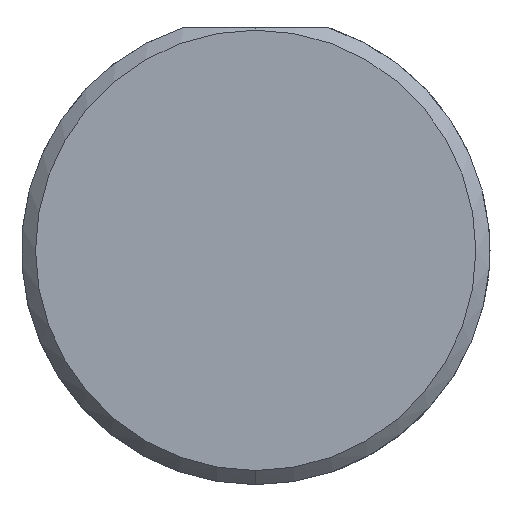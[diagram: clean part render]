
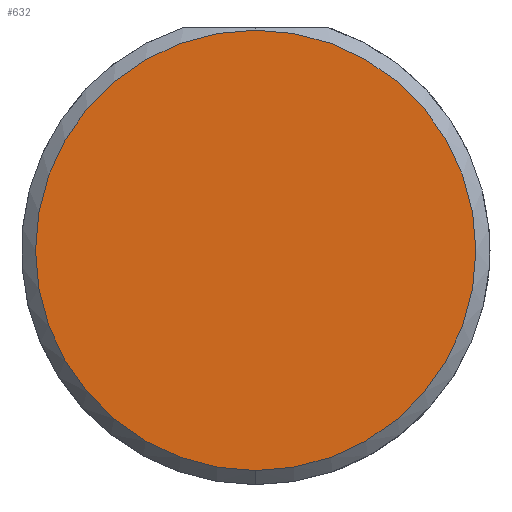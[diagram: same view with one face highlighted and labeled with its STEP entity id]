
A CAD part, left-side view. The second image highlights one B-rep face of the part: STEP entity #632.
In plain terms, the highlighted planar face has unit normal (-1, 0, 0).
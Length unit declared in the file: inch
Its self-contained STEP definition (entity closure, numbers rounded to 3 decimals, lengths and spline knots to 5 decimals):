
#3 = CARTESIAN_POINT ( 'NONE',  ( 0., 0., -0.23485 ) ) ;
#78 = EDGE_CURVE ( 'NONE', #310, #566, #528, .T. ) ;
#86 = ORIENTED_EDGE ( 'NONE', *, *, #669, .T. ) ;
#107 = CARTESIAN_POINT ( 'NONE',  ( 0., 0., 0. ) ) ;
#111 = DIRECTION ( 'NONE',  ( -1., 0., 0. ) ) ;
#239 = DIRECTION ( 'NONE',  ( 0., 0., -1. ) ) ;
#310 = VERTEX_POINT ( 'NONE', #3 ) ;
#329 = DIRECTION ( 'NONE',  ( -1., 0., 0. ) ) ;
#369 = FACE_OUTER_BOUND ( 'NONE', #684, .T. ) ;
#383 = CARTESIAN_POINT ( 'NONE',  ( 0., 0., 0. ) ) ;
#426 = AXIS2_PLACEMENT_3D ( 'NONE', #107, #111, #464 ) ;
#427 = DIRECTION ( 'NONE',  ( 1., 0., 0. ) ) ;
#441 = AXIS2_PLACEMENT_3D ( 'NONE', #796, #427, #239 ) ;
#464 = DIRECTION ( 'NONE',  ( 0., 0., 1. ) ) ;
#500 = ORIENTED_EDGE ( 'NONE', *, *, #78, .T. ) ;
#528 = CIRCLE ( 'NONE', #426, 0.23485 ) ;
#541 = AXIS2_PLACEMENT_3D ( 'NONE', #383, #329, #621 ) ;
#566 = VERTEX_POINT ( 'NONE', #775 ) ;
#621 = DIRECTION ( 'NONE',  ( 0., 0., 1. ) ) ;
#632 = ADVANCED_FACE ( 'NONE', ( #369 ), #792, .F. ) ;
#669 = EDGE_CURVE ( 'NONE', #566, #310, #691, .T. ) ;
#684 = EDGE_LOOP ( 'NONE', ( #500, #86 ) ) ;
#691 = CIRCLE ( 'NONE', #541, 0.23485 ) ;
#775 = CARTESIAN_POINT ( 'NONE',  ( 0., 0., 0.23485 ) ) ;
#792 = PLANE ( 'NONE',  #441 ) ;
#796 = CARTESIAN_POINT ( 'NONE',  ( 0., 0., 0. ) ) ;
